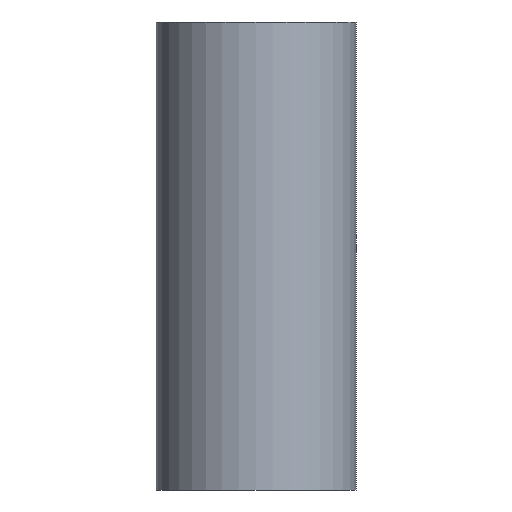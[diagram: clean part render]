
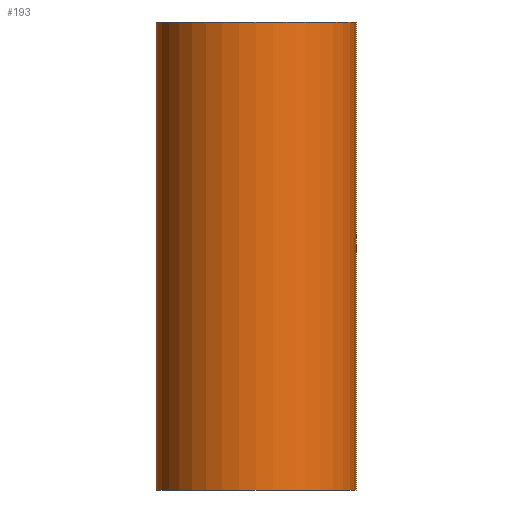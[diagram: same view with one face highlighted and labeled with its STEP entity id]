
A CAD part, front view. The second image highlights one B-rep face of the part: STEP entity #193.
In plain terms, the highlighted cylindrical face has radius 6.35 mm (diameter 12.7 mm), a partial arc.
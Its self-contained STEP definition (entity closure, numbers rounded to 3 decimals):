
#4 = CARTESIAN_POINT ( 'NONE',  ( -6.35, 0., 0. ) ) ;
#5 = CARTESIAN_POINT ( 'NONE',  ( 0., 0., 0. ) ) ;
#11 = DIRECTION ( 'NONE',  ( 0., 0., -1. ) ) ;
#17 = DIRECTION ( 'NONE',  ( 0., 0., -1. ) ) ;
#20 = CARTESIAN_POINT ( 'NONE',  ( 6.35, 0., 29.718 ) ) ;
#32 = ORIENTED_EDGE ( 'NONE', *, *, #133, .F. ) ;
#43 = VECTOR ( 'NONE', #11, 1000. ) ;
#44 = LINE ( 'NONE', #20, #43 ) ;
#45 = DIRECTION ( 'NONE',  ( -1., 0., 0. ) ) ;
#53 = LINE ( 'NONE', #89, #61 ) ;
#59 = DIRECTION ( 'NONE',  ( -1., 0., 0. ) ) ;
#60 = CARTESIAN_POINT ( 'NONE',  ( 0., 0., 29.718 ) ) ;
#61 = VECTOR ( 'NONE', #62, 1000. ) ;
#62 = DIRECTION ( 'NONE',  ( 0., 0., -1. ) ) ;
#68 = CYLINDRICAL_SURFACE ( 'NONE', #173, 6.35 ) ;
#69 = CIRCLE ( 'NONE', #176, 6.35 ) ;
#87 = FACE_OUTER_BOUND ( 'NONE', #166, .T. ) ;
#88 = CIRCLE ( 'NONE', #188, 6.35 ) ;
#89 = CARTESIAN_POINT ( 'NONE',  ( -6.35, 0., 29.718 ) ) ;
#95 = CARTESIAN_POINT ( 'NONE',  ( -6.35, 0., 29.718 ) ) ;
#114 = CARTESIAN_POINT ( 'NONE',  ( 6.35, 0., 29.718 ) ) ;
#118 = VERTEX_POINT ( 'NONE', #114 ) ;
#133 = EDGE_CURVE ( 'NONE', #164, #209, #88, .T. ) ;
#137 = ORIENTED_EDGE ( 'NONE', *, *, #211, .F. ) ;
#138 = DIRECTION ( 'NONE',  ( -1., 0., 0. ) ) ;
#139 = ORIENTED_EDGE ( 'NONE', *, *, #213, .T. ) ;
#140 = DIRECTION ( 'NONE',  ( 0., 0., -1. ) ) ;
#141 = VERTEX_POINT ( 'NONE', #95 ) ;
#164 = VERTEX_POINT ( 'NONE', #181 ) ;
#166 = EDGE_LOOP ( 'NONE', ( #137, #168, #139, #32 ) ) ;
#168 = ORIENTED_EDGE ( 'NONE', *, *, #200, .T. ) ;
#173 = AXIS2_PLACEMENT_3D ( 'NONE', #202, #140, #59 ) ;
#176 = AXIS2_PLACEMENT_3D ( 'NONE', #60, #17, #138 ) ;
#181 = CARTESIAN_POINT ( 'NONE',  ( 6.35, 0., 0. ) ) ;
#188 = AXIS2_PLACEMENT_3D ( 'NONE', #5, #205, #45 ) ;
#193 = ADVANCED_FACE ( 'NONE', ( #87 ), #68, .T. ) ;
#200 = EDGE_CURVE ( 'NONE', #118, #141, #69, .T. ) ;
#202 = CARTESIAN_POINT ( 'NONE',  ( 0., 0., 29.718 ) ) ;
#205 = DIRECTION ( 'NONE',  ( 0., 0., -1. ) ) ;
#209 = VERTEX_POINT ( 'NONE', #4 ) ;
#211 = EDGE_CURVE ( 'NONE', #118, #164, #44, .T. ) ;
#213 = EDGE_CURVE ( 'NONE', #141, #209, #53, .T. ) ;
